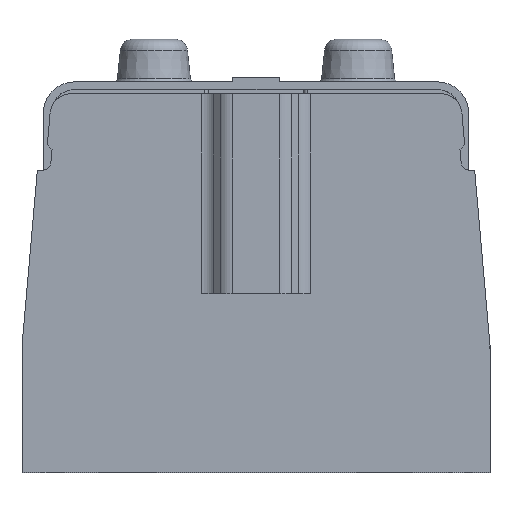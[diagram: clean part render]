
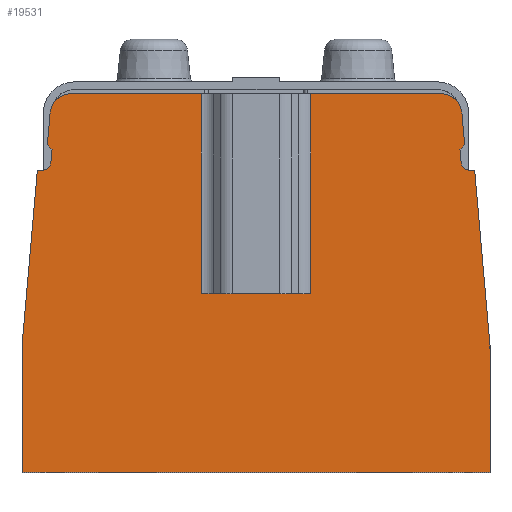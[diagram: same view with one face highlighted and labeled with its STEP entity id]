
A CAD part, top view. The second image highlights one B-rep face of the part: STEP entity #19531.
In plain terms, the highlighted planar face has unit normal (0, 0, 1).
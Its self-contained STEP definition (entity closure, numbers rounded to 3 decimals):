
#929=DIRECTION('',(-1.,0.,0.));
#930=VECTOR('',#929,30.562);
#931=CARTESIAN_POINT('',(43.419,44.5,21.));
#932=LINE('',#931,#930);
#961=DIRECTION('',(-1.,0.,0.));
#962=VECTOR('',#961,30.562);
#963=CARTESIAN_POINT('',(-12.857,44.5,21.));
#964=LINE('',#963,#962);
#1221=DIRECTION('',(-1.,0.,0.));
#1222=VECTOR('',#1221,1.197);
#1223=CARTESIAN_POINT('',(51.401,26.5,21.));
#1224=LINE('',#1223,#1222);
#1233=CARTESIAN_POINT('',(43.419,39.5,21.));
#1234=DIRECTION('',(0.,0.,-1.));
#1235=DIRECTION('',(0.,1.,0.));
#1236=AXIS2_PLACEMENT_3D('',#1233,#1234,#1235);
#1238=DIRECTION('',(0.087,-0.996,0.));
#1239=VECTOR('',#1238,7.464);
#1240=CARTESIAN_POINT('',(48.4,39.936,21.));
#1241=LINE('',#1240,#1239);
#1242=DIRECTION('',(-0.707,-0.707,0.));
#1243=VECTOR('',#1242,1.566);
#1244=CARTESIAN_POINT('',(49.05,32.5,21.));
#1245=LINE('',#1244,#1243);
#1246=DIRECTION('',(0.087,-0.996,0.));
#1247=VECTOR('',#1246,3.078);
#1248=CARTESIAN_POINT('',(47.943,31.392,21.));
#1249=LINE('',#1248,#1247);
#1250=CARTESIAN_POINT('',(50.203,28.5,21.));
#1251=DIRECTION('',(0.,0.,1.));
#1252=DIRECTION('',(-0.996,-0.087,0.));
#1253=AXIS2_PLACEMENT_3D('',#1250,#1251,#1252);
#1255=DIRECTION('',(0.087,-0.996,0.));
#1256=VECTOR('',#1255,41.306);
#1257=CARTESIAN_POINT('',(51.401,26.5,21.));
#1258=LINE('',#1257,#1256);
#1259=DIRECTION('',(0.087,0.996,0.));
#1260=VECTOR('',#1259,41.306);
#1261=CARTESIAN_POINT('',(-55.,-14.648,21.));
#1262=LINE('',#1261,#1260);
#1263=CARTESIAN_POINT('',(-50.203,28.5,21.));
#1264=DIRECTION('',(0.,0.,1.));
#1265=DIRECTION('',(0.,-1.,0.));
#1266=AXIS2_PLACEMENT_3D('',#1263,#1264,#1265);
#1268=DIRECTION('',(0.087,0.996,0.));
#1269=VECTOR('',#1268,3.078);
#1270=CARTESIAN_POINT('',(-48.21,28.326,21.));
#1271=LINE('',#1270,#1269);
#1272=DIRECTION('',(-0.707,0.707,0.));
#1273=VECTOR('',#1272,1.566);
#1274=CARTESIAN_POINT('',(-47.942,31.392,21.));
#1275=LINE('',#1274,#1273);
#1276=DIRECTION('',(0.087,0.996,0.));
#1277=VECTOR('',#1276,7.464);
#1278=CARTESIAN_POINT('',(-49.05,32.5,21.));
#1279=LINE('',#1278,#1277);
#1280=CARTESIAN_POINT('',(-43.418,39.5,21.));
#1281=DIRECTION('',(0.,0.,-1.));
#1282=DIRECTION('',(-0.996,0.087,0.));
#1283=AXIS2_PLACEMENT_3D('',#1280,#1281,#1282);
#1285=DIRECTION('',(-1.,0.,0.));
#1286=VECTOR('',#1285,25.714);
#1287=CARTESIAN_POINT('',(12.857,-2.5,21.));
#1288=LINE('',#1287,#1286);
#1317=DIRECTION('',(0.,1.,0.));
#1318=VECTOR('',#1317,47.);
#1319=CARTESIAN_POINT('',(-12.857,-2.5,21.));
#1320=LINE('',#1319,#1318);
#1353=DIRECTION('',(0.,-1.,0.));
#1354=VECTOR('',#1353,47.);
#1355=CARTESIAN_POINT('',(12.857,44.5,21.));
#1356=LINE('',#1355,#1354);
#1524=DIRECTION('',(0.,-1.,0.));
#1525=VECTOR('',#1524,29.852);
#1526=CARTESIAN_POINT('',(-55.,-14.648,21.));
#1527=LINE('',#1526,#1525);
#1599=DIRECTION('',(1.,0.,0.));
#1600=VECTOR('',#1599,110.);
#1601=CARTESIAN_POINT('',(-55.,-44.5,21.));
#1602=LINE('',#1601,#1600);
#2017=DIRECTION('',(0.,1.,0.));
#2018=VECTOR('',#2017,29.852);
#2019=CARTESIAN_POINT('',(55.,-44.5,21.));
#2020=LINE('',#2019,#2018);
#3350=DIRECTION('',(-1.,0.,0.));
#3351=VECTOR('',#3350,1.197);
#3352=CARTESIAN_POINT('',(-50.203,26.5,21.));
#3353=LINE('',#3352,#3351);
#14569=CARTESIAN_POINT('',(12.857,-2.5,21.));
#14570=CARTESIAN_POINT('',(-12.857,-2.5,21.));
#14571=VERTEX_POINT('',#14569);
#14572=VERTEX_POINT('',#14570);
#14573=CARTESIAN_POINT('',(12.857,44.5,21.));
#14574=VERTEX_POINT('',#14573);
#14575=CARTESIAN_POINT('',(43.419,44.5,21.));
#14576=VERTEX_POINT('',#14575);
#14577=CARTESIAN_POINT('',(48.4,39.936,21.));
#14578=VERTEX_POINT('',#14577);
#14579=CARTESIAN_POINT('',(49.05,32.5,21.));
#14580=VERTEX_POINT('',#14579);
#14581=CARTESIAN_POINT('',(47.943,31.392,21.));
#14582=VERTEX_POINT('',#14581);
#14583=CARTESIAN_POINT('',(48.211,28.326,21.));
#14584=VERTEX_POINT('',#14583);
#14585=CARTESIAN_POINT('',(50.203,26.5,21.));
#14586=VERTEX_POINT('',#14585);
#14587=CARTESIAN_POINT('',(51.401,26.5,21.));
#14588=VERTEX_POINT('',#14587);
#14589=CARTESIAN_POINT('',(55.,-14.648,21.));
#14590=VERTEX_POINT('',#14589);
#14591=CARTESIAN_POINT('',(55.,-44.5,21.));
#14592=VERTEX_POINT('',#14591);
#14593=CARTESIAN_POINT('',(-55.,-44.5,21.));
#14594=VERTEX_POINT('',#14593);
#14595=CARTESIAN_POINT('',(-55.,-14.648,21.));
#14596=VERTEX_POINT('',#14595);
#14597=CARTESIAN_POINT('',(-51.4,26.5,21.));
#14598=VERTEX_POINT('',#14597);
#14599=CARTESIAN_POINT('',(-50.203,26.5,21.));
#14600=VERTEX_POINT('',#14599);
#14601=CARTESIAN_POINT('',(-48.21,28.326,21.));
#14602=VERTEX_POINT('',#14601);
#14603=CARTESIAN_POINT('',(-47.942,31.392,21.));
#14604=VERTEX_POINT('',#14603);
#14605=CARTESIAN_POINT('',(-49.05,32.5,21.));
#14606=VERTEX_POINT('',#14605);
#14607=CARTESIAN_POINT('',(-48.399,39.936,21.));
#14608=VERTEX_POINT('',#14607);
#14609=CARTESIAN_POINT('',(-43.418,44.5,21.));
#14610=VERTEX_POINT('',#14609);
#14611=CARTESIAN_POINT('',(-12.857,44.5,21.));
#14612=VERTEX_POINT('',#14611);
#19484=CARTESIAN_POINT('',(0.,0.,21.));
#19485=DIRECTION('',(0.,0.,1.));
#19486=DIRECTION('',(-1.,0.,0.));
#19487=AXIS2_PLACEMENT_3D('',#19484,#19485,#19486);
#19488=PLANE('',#19487);
#19490=ORIENTED_EDGE('',*,*,#19489,.F.);
#19492=ORIENTED_EDGE('',*,*,#19491,.F.);
#19493=ORIENTED_EDGE('',*,*,#19041,.F.);
#19495=ORIENTED_EDGE('',*,*,#19494,.T.);
#19497=ORIENTED_EDGE('',*,*,#19496,.T.);
#19499=ORIENTED_EDGE('',*,*,#19498,.T.);
#19501=ORIENTED_EDGE('',*,*,#19500,.T.);
#19502=ORIENTED_EDGE('',*,*,#19461,.T.);
#19503=ORIENTED_EDGE('',*,*,#19475,.F.);
#19505=ORIENTED_EDGE('',*,*,#19504,.T.);
#19507=ORIENTED_EDGE('',*,*,#19506,.F.);
#19509=ORIENTED_EDGE('',*,*,#19508,.F.);
#19511=ORIENTED_EDGE('',*,*,#19510,.F.);
#19513=ORIENTED_EDGE('',*,*,#19512,.T.);
#19515=ORIENTED_EDGE('',*,*,#19514,.F.);
#19517=ORIENTED_EDGE('',*,*,#19516,.T.);
#19519=ORIENTED_EDGE('',*,*,#19518,.T.);
#19521=ORIENTED_EDGE('',*,*,#19520,.T.);
#19523=ORIENTED_EDGE('',*,*,#19522,.T.);
#19525=ORIENTED_EDGE('',*,*,#19524,.T.);
#19526=ORIENTED_EDGE('',*,*,#19057,.F.);
#19528=ORIENTED_EDGE('',*,*,#19527,.F.);
#19529=EDGE_LOOP('',(#19490,#19492,#19493,#19495,#19497,#19499,#19501,#19502,
#19503,#19505,#19507,#19509,#19511,#19513,#19515,#19517,#19519,#19521,#19523,
#19525,#19526,#19528));
#19530=FACE_OUTER_BOUND('',#19529,.F.);
#1237=CIRCLE('',#1236,5.);
#1254=CIRCLE('',#1253,2.);
#1267=CIRCLE('',#1266,2.);
#1284=CIRCLE('',#1283,5.);
#19041=EDGE_CURVE('',#14576,#14574,#932,.T.);
#19057=EDGE_CURVE('',#14612,#14610,#964,.T.);
#19461=EDGE_CURVE('',#14584,#14586,#1254,.T.);
#19475=EDGE_CURVE('',#14588,#14586,#1224,.T.);
#19489=EDGE_CURVE('',#14571,#14572,#1288,.T.);
#19491=EDGE_CURVE('',#14574,#14571,#1356,.T.);
#19494=EDGE_CURVE('',#14576,#14578,#1237,.T.);
#19496=EDGE_CURVE('',#14578,#14580,#1241,.T.);
#19498=EDGE_CURVE('',#14580,#14582,#1245,.T.);
#19500=EDGE_CURVE('',#14582,#14584,#1249,.T.);
#19504=EDGE_CURVE('',#14588,#14590,#1258,.T.);
#19506=EDGE_CURVE('',#14592,#14590,#2020,.T.);
#19508=EDGE_CURVE('',#14594,#14592,#1602,.T.);
#19510=EDGE_CURVE('',#14596,#14594,#1527,.T.);
#19512=EDGE_CURVE('',#14596,#14598,#1262,.T.);
#19514=EDGE_CURVE('',#14600,#14598,#3353,.T.);
#19516=EDGE_CURVE('',#14600,#14602,#1267,.T.);
#19518=EDGE_CURVE('',#14602,#14604,#1271,.T.);
#19520=EDGE_CURVE('',#14604,#14606,#1275,.T.);
#19522=EDGE_CURVE('',#14606,#14608,#1279,.T.);
#19524=EDGE_CURVE('',#14608,#14610,#1284,.T.);
#19527=EDGE_CURVE('',#14572,#14612,#1320,.T.);
#19531=ADVANCED_FACE('',(#19530),#19488,.T.);
